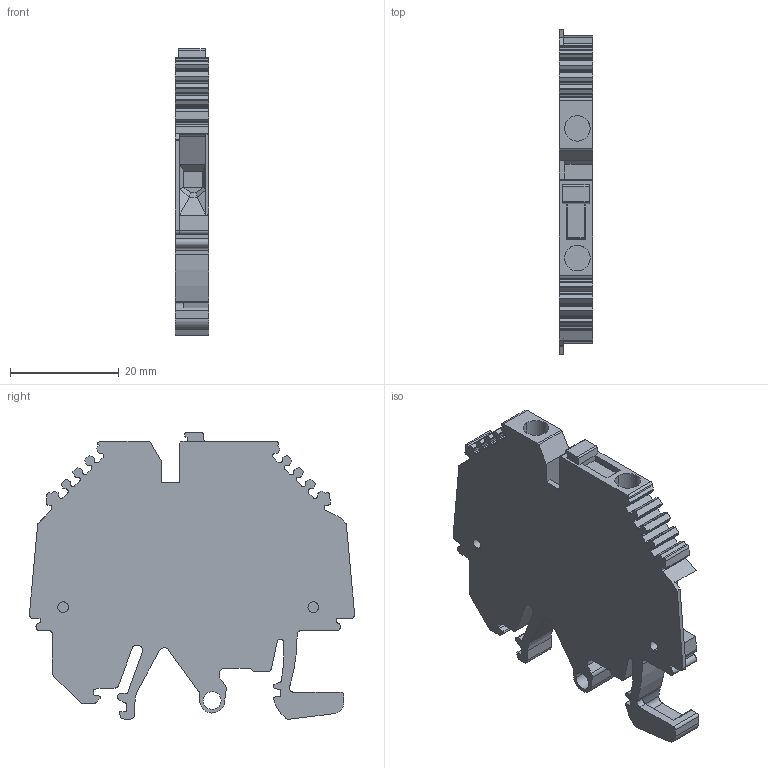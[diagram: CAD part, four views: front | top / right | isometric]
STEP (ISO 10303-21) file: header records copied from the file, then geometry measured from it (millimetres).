
FILE_DESCRIPTION(('CATIA V5R20 STEP214','CAx-IF Rec.Pracs.--- Model Styling and Organization---1.2---2011-12-15'),'2;1');
FILE_NAME ('5952385_3', '2016-05-23T13:26:42+00:00', ('Weidmueller Interface'), ('Weidmueller'), 'CATIA Version 5-6 Release 2014 SP4', 'CATIA V5 STEP AP214', 'none');
FILE_SCHEMA(('AUTOMOTIVE_DESIGN { 1 0 10303 214 1 1 1 1 }'));
Length unit declared in the file: millimetre
Products named in the file (1): 7910390000_WTR4_SL_EN_STB
Bounding box: 6.1 x 59.79 x 52.7 mm (x, y, z)
Volume: 11610.4 mm3; surface area: 7343.2 mm2
Topology: 2 solids, 2 shells, 432 faces, 1237 edges, 816 vertices
Faces by surface type: plane 251, cylinder 180, extrusion 1
Entity records: 13619 total; most frequent: ORIENTED_EDGE 2474, CARTESIAN_POINT 2466, DIRECTION 2014, EDGE_CURVE 1237, VECTOR 874, LINE 873, VERTEX_POINT 816, AXIS2_PLACEMENT_3D 751
